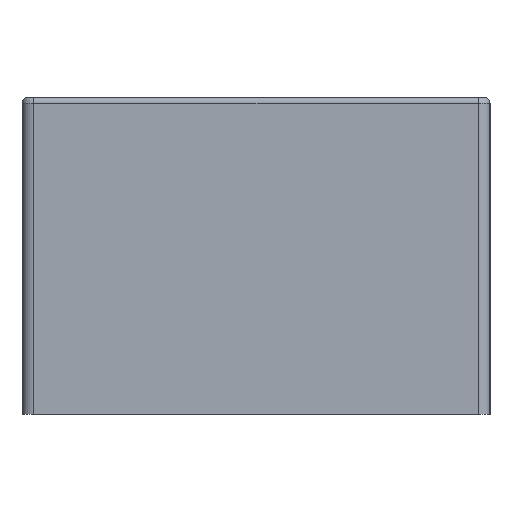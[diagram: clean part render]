
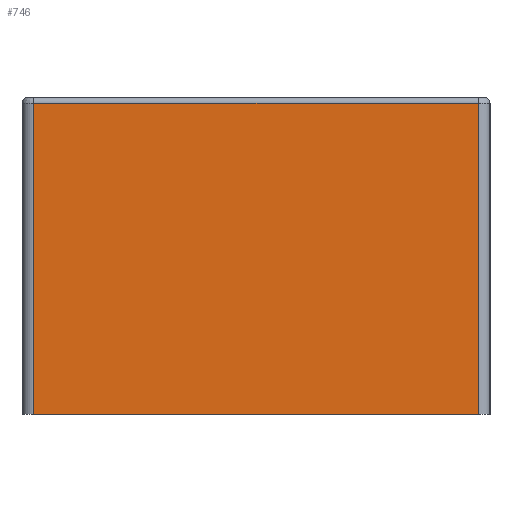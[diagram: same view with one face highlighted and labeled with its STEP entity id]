
A CAD part, left-side view. The second image highlights one B-rep face of the part: STEP entity #746.
In plain terms, the highlighted planar face has unit normal (-1, 0, 0).
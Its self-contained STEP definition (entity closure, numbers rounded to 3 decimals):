
#387 = VERTEX_POINT('',#388);
#388 = CARTESIAN_POINT('',(-111.25,-38.25,0.));
#425 = VERTEX_POINT('',#426);
#426 = CARTESIAN_POINT('',(-111.25,38.25,0.));
#459 = EDGE_CURVE('',#425,#387,#460,.T.);
#460 = LINE('',#461,#462);
#461 = CARTESIAN_POINT('',(-111.25,38.25,0.));
#462 = VECTOR('',#463,1.);
#463 = DIRECTION('',(0.,-1.,0.));
#702 = EDGE_CURVE('',#387,#703,#705,.T.);
#703 = VERTEX_POINT('',#704);
#704 = CARTESIAN_POINT('',(-111.25,-38.25,-53.5));
#705 = LINE('',#706,#707);
#706 = CARTESIAN_POINT('',(-111.25,-38.25,0.));
#707 = VECTOR('',#708,1.);
#708 = DIRECTION('',(0.,0.,-1.));
#725 = EDGE_CURVE('',#726,#425,#728,.T.);
#726 = VERTEX_POINT('',#727);
#727 = CARTESIAN_POINT('',(-111.25,38.25,-53.5));
#728 = LINE('',#729,#730);
#729 = CARTESIAN_POINT('',(-111.25,38.25,0.));
#730 = VECTOR('',#731,1.);
#731 = DIRECTION('',(0.,0.,1.));
#746 = ADVANCED_FACE('',(#747),#758,.T.);
#747 = FACE_BOUND('',#748,.T.);
#748 = EDGE_LOOP('',(#749,#750,#756,#757));
#749 = ORIENTED_EDGE('',*,*,#725,.F.);
#750 = ORIENTED_EDGE('',*,*,#751,.F.);
#751 = EDGE_CURVE('',#703,#726,#752,.T.);
#752 = LINE('',#753,#754);
#753 = CARTESIAN_POINT('',(-111.25,-38.25,-53.5));
#754 = VECTOR('',#755,1.);
#755 = DIRECTION('',(0.,1.,0.));
#756 = ORIENTED_EDGE('',*,*,#702,.F.);
#757 = ORIENTED_EDGE('',*,*,#459,.F.);
#758 = PLANE('',#759);
#759 = AXIS2_PLACEMENT_3D('',#760,#761,#762);
#760 = CARTESIAN_POINT('',(-111.25,0.,-26.25));
#761 = DIRECTION('',(-1.,-0.,-0.));
#762 = DIRECTION('',(0.,0.,-1.));
